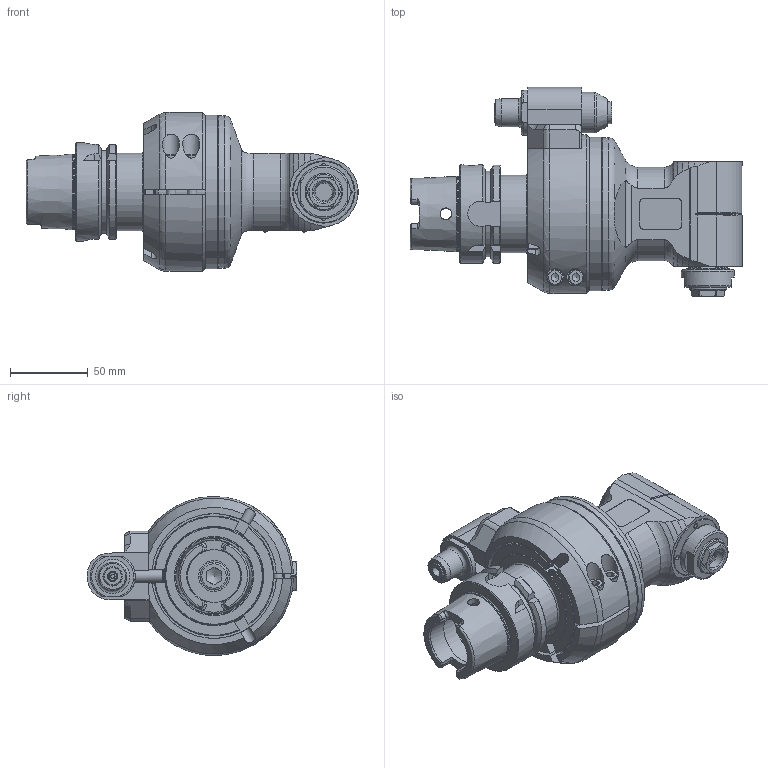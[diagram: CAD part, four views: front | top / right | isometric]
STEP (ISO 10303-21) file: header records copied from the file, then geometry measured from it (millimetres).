
FILE_DESCRIPTION(/* description */ (''),/* implementation_level */ '2;1');
FILE_NAME(/* name */ '9.F90.10000-1H63.stp',/* time_stamp */ '2025-09-03T15:04:07-04:00',/* author */ ('jkrenzer'),/* organization */ (''),/* preprocessor_version */ 'ST-DEVELOPER v18.1',/* originating_system */ 'Autodesk Inventor 2022',/* authorisation */ '');
FILE_SCHEMA (('AUTOMOTIVE_DESIGN { 1 0 10303 214 3 1 1 }'));
Products named in the file (8): 9.F90.10000-1H63; 9.F90.10000; 9_GA1_566_2_1_H63; 9FL1ATC; 9HSK631ATC; 9F18T165_ASM; 9F18T165A; 9F18T100
Assembly tree (7 placements, depth 4):
  9.F90.10000-1H63
    9.F90.10000
    9_GA1_566_2_1_H63
      9FL1ATC
      9HSK631ATC
      9F18T165_ASM
        9F18T165A
        9F18T100
Bounding box: 212.92 x 134.25 x 102 mm (x, y, z)
Volume: 814718.3 mm3; surface area: 143038.6 mm2
Topology: 5 solids, 5 shells, 608 faces, 1533 edges, 988 vertices
Faces by surface type: plane 266, cylinder 160, cone 138, torus 36, bspline 6, sphere 2
Full cylindrical faces by diameter (mm): 2.5 x3, 2.6 x2, 3 x2, 3.2 x8, 4.2 x2, 5 x2, 6 x4, 6.5 x1, 7 x1, 7.5 x2, 8 x2, 8.5 x20, 10 x5, 10.4 x2, 11 x3, 12 x3, 12.5 x2, 13 x1, 14 x1, 16.5 x1, 17.943 x1, 18 x2, 20 x1, 23 x1, 24 x1, 24.5 x1, 25 x1, 25.3 x1, 26 x1, 27 x1
Entity records: 49225 total; most frequent: CARTESIAN_POINT 34374, ORIENTED_EDGE 3004, DIRECTION 2963, EDGE_CURVE 1502, AXIS2_PLACEMENT_3D 1153, VERTEX_POINT 988, EDGE_LOOP 705, LINE 657
